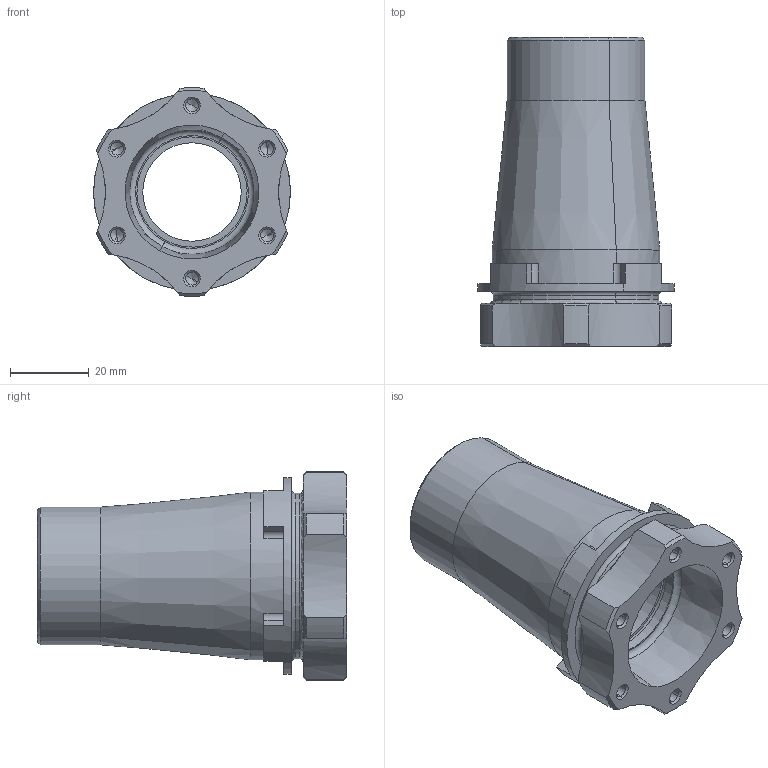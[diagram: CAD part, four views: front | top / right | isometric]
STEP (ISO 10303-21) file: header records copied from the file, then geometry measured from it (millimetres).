
FILE_DESCRIPTION(('CATIA V5 STEP Exchange'),'2;1');
FILE_NAME('Moyeu demi-train.stp','2019-03-02T16:28:49+00:00',('none'),('none'),'CATIA Version 5 Release 19 GA (IN-10)','CATIA V5 STEP AP203','none');
FILE_SCHEMA(('CONFIG_CONTROL_DESIGN'));
Length unit declared in the file: millimetre
Products named in the file (1): Moyeu demi-train
Bounding box: 50 x 78.5 x 52.96 mm (x, y, z)
Volume: 40969.8 mm3; surface area: 22339 mm2
Topology: 1 solids, 1 shells, 146 faces, 354 edges, 214 vertices
Faces by surface type: cylinder 56, cone 46, plane 34, torus 10
Entity records: 3765 total; most frequent: CARTESIAN_POINT 708, ORIENTED_EDGE 684, DIRECTION 476, EDGE_CURVE 342, AXIS2_PLACEMENT_3D 276, VERTEX_POINT 214, CIRCLE 196, EDGE_LOOP 164
